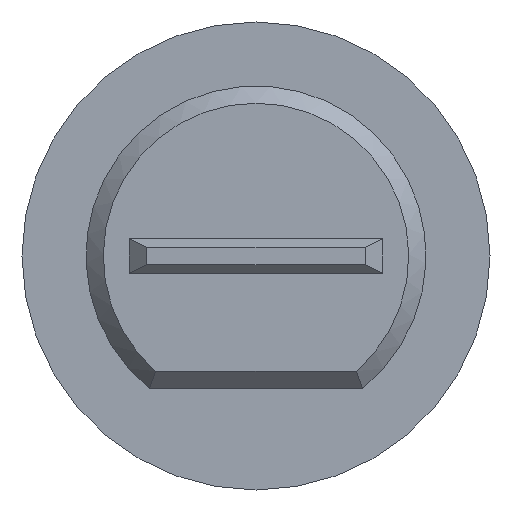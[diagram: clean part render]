
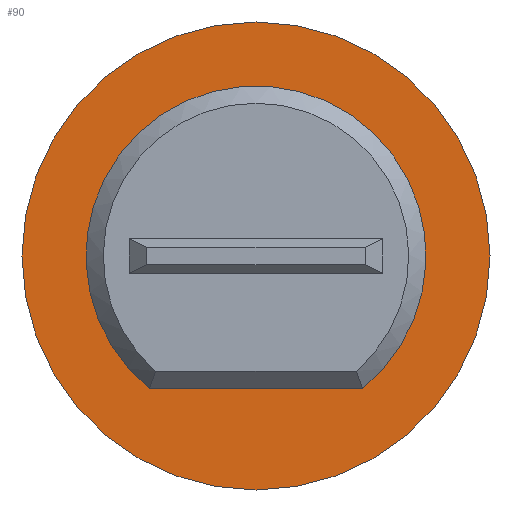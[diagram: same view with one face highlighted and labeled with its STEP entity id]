
A CAD part, front view. The second image highlights one B-rep face of the part: STEP entity #90.
In plain terms, the highlighted planar face has unit normal (0, -1, 0).
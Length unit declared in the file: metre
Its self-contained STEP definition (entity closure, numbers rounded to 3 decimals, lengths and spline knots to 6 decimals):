
#90 = ADVANCED_FACE( '', ( #186, #187 ), #188, .F. );
#186 = FACE_BOUND( '', #293, .T. );
#187 = FACE_OUTER_BOUND( '', #294, .T. );
#188 = PLANE( '', #295 );
#293 = EDGE_LOOP( '', ( #448, #449 ) );
#294 = EDGE_LOOP( '', ( #450 ) );
#295 = AXIS2_PLACEMENT_3D( '', #451, #452, #453 );
#448 = ORIENTED_EDGE( '', *, *, #566, .T. );
#449 = ORIENTED_EDGE( '', *, *, #547, .F. );
#450 = ORIENTED_EDGE( '', *, *, #571, .F. );
#451 = CARTESIAN_POINT( '', ( 0., 0., 0. ) );
#452 = DIRECTION( '', ( 0., 1., 0. ) );
#453 = DIRECTION( '', ( 0., 0., 1. ) );
#547 = EDGE_CURVE( '', #632, #627, #634, .F. );
#566 = EDGE_CURVE( '', #632, #627, #656, .T. );
#571 = EDGE_CURVE( '', #662, #662, #663, .T. );
#627 = VERTEX_POINT( '', #734 );
#632 = VERTEX_POINT( '', #740 );
#634 = CIRCLE( '', #743, 0.003935 );
#656 = LINE( '', #779, #780 );
#662 = VERTEX_POINT( '', #788 );
#663 = CIRCLE( '', #789, 0.005415 );
#734 = CARTESIAN_POINT( '', ( -0.002468, 0., -0.003065 ) );
#740 = CARTESIAN_POINT( '', ( 0.002468, 0., -0.003065 ) );
#743 = AXIS2_PLACEMENT_3D( '', #844, #845, #846 );
#779 = CARTESIAN_POINT( '', ( -0.002468, 0., -0.003065 ) );
#780 = VECTOR( '', #858, 1. );
#788 = CARTESIAN_POINT( '', ( 0., 0., 0.005415 ) );
#789 = AXIS2_PLACEMENT_3D( '', #861, #862, #863 );
#844 = CARTESIAN_POINT( '', ( 0., 0., 0. ) );
#845 = DIRECTION( '', ( 0., 1., 0. ) );
#846 = DIRECTION( '', ( 0., 0., 1. ) );
#858 = DIRECTION( '', ( -1., 0., 0. ) );
#861 = CARTESIAN_POINT( '', ( 0., 0., 0. ) );
#862 = DIRECTION( '', ( 0., 1., 0. ) );
#863 = DIRECTION( '', ( 0., 0., 1. ) );
